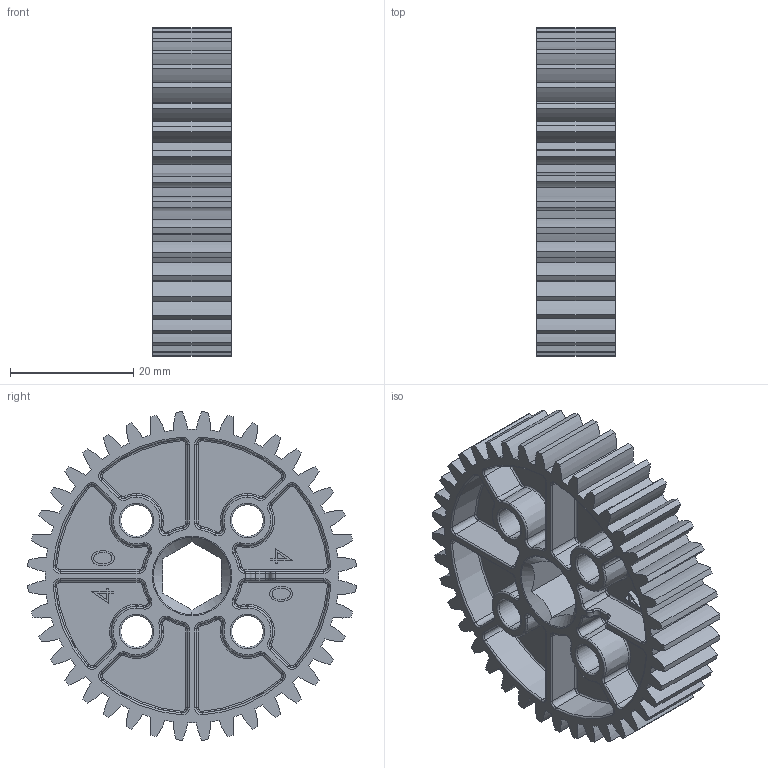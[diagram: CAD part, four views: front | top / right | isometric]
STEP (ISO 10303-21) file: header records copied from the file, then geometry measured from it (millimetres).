
FILE_DESCRIPTION (( 'STEP AP203' ), '1' );
FILE_NAME ('am-5020_40 40T 20DP 14.5PA 0.50 IN FW 0.375 Hex Gear.STEP', '2023-03-23T14:32:49', ( '' ), ( '' ), 'SwSTEP 2.0', 'SolidWorks 2022', '' );
FILE_SCHEMA (( 'CONFIG_CONTROL_DESIGN' ));
Length unit declared in the file: inch
Products named in the file (1): am-5020_40 40T 20DP 14.5PA 0.50 IN FW 0.375 Hex Gear
Bounding box: 12.7 x 53.24 x 53.24 mm (x, y, z)
Volume: 11840.5 mm3; surface area: 13331.2 mm2
Topology: 1 solids, 1 shells, 921 faces, 2257 edges, 1368 vertices
Faces by surface type: torus 332, cylinder 251, cone 160, plane 126, bspline 52
Entity records: 30714 total; most frequent: CARTESIAN_POINT 8203, DIRECTION 5305, ORIENTED_EDGE 4514, AXIS2_PLACEMENT_3D 2294, EDGE_CURVE 2257, CIRCLE 1424, VERTEX_POINT 1368, EDGE_LOOP 961
